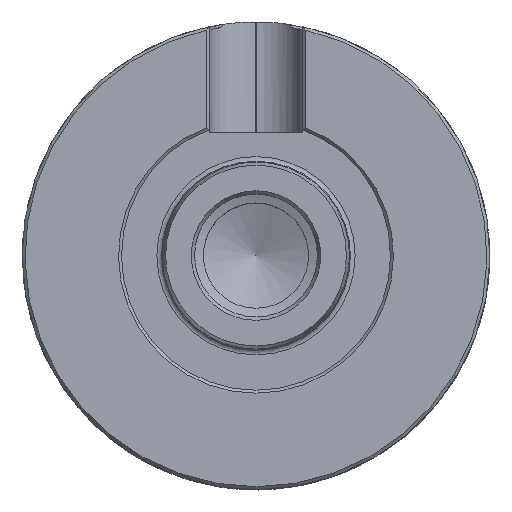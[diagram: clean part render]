
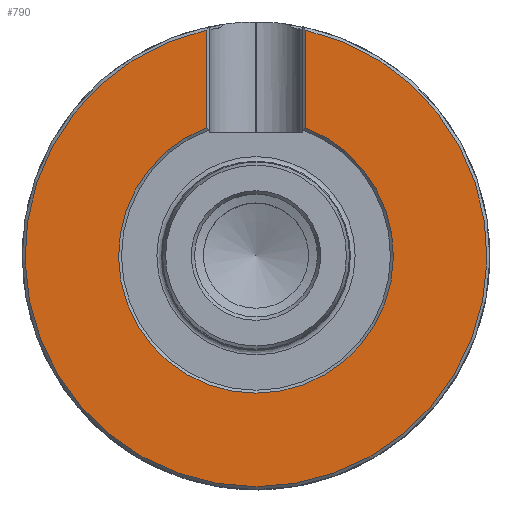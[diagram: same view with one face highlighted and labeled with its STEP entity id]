
A CAD part, top view. The second image highlights one B-rep face of the part: STEP entity #790.
In plain terms, the highlighted face is planar.
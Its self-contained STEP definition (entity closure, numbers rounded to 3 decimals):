
#790=ADVANCED_FACE('CU_VLE_LO_SU_1',(#1455),#1220,.T.);
#1220=PLANE('',#7837);
#1455=FACE_OUTER_BOUND('',#1839,.T.);
#1839=EDGE_LOOP('',(#3843,#3844,#3845,#3846));
#2636=LINE('',#15091,#3130);
#2637=LINE('',#15095,#3131);
#3130=VECTOR('',#8742,1.);
#3131=VECTOR('',#8745,1.);
#3843=ORIENTED_EDGE('',*,*,#6623,.F.);
#3844=ORIENTED_EDGE('',*,*,#6625,.T.);
#3845=ORIENTED_EDGE('',*,*,#6626,.T.);
#3846=ORIENTED_EDGE('',*,*,#6627,.T.);
#5891=VERTEX_POINT('',#15083);
#5892=VERTEX_POINT('',#15085);
#5893=VERTEX_POINT('',#15092);
#5894=VERTEX_POINT('',#15094);
#6623=EDGE_CURVE('',#5891,#5892,#7543,.T.);
#6625=EDGE_CURVE('',#5891,#5893,#2636,.T.);
#6626=EDGE_CURVE('',#5893,#5894,#7544,.T.);
#6627=EDGE_CURVE('',#5894,#5892,#2637,.T.);
#7543=CIRCLE('',#7834,23.5);
#7544=CIRCLE('',#7836,39.5);
#7834=AXIS2_PLACEMENT_3D('',#15084,#8738,#8739);
#7836=AXIS2_PLACEMENT_3D('',#15093,#8743,#8744);
#7837=AXIS2_PLACEMENT_3D('',#15096,#8746,#8747);
#8738=DIRECTION('',(0.,1.,0.));
#8739=DIRECTION('',(-1.,0.,0.));
#8742=DIRECTION('',(0.,0.,1.));
#8743=DIRECTION('',(0.,1.,0.));
#8744=DIRECTION('',(-1.,0.,0.));
#8745=DIRECTION('',(0.,0.,-1.));
#8746=DIRECTION('',(0.,1.,0.));
#8747=DIRECTION('',(-1.,0.,0.));
#15083=CARTESIAN_POINT('',(8.511,0.,21.905));
#15084=CARTESIAN_POINT('',(0.,0.,0.));
#15085=CARTESIAN_POINT('',(-8.511,0.,21.905));
#15091=CARTESIAN_POINT('',(8.511,0.,23.5));
#15092=CARTESIAN_POINT('',(8.511,0.,38.572));
#15093=CARTESIAN_POINT('',(0.,0.,0.));
#15094=CARTESIAN_POINT('',(-8.511,0.,38.572));
#15095=CARTESIAN_POINT('',(-8.511,0.,23.5));
#15096=CARTESIAN_POINT('',(0.,0.,23.5));
